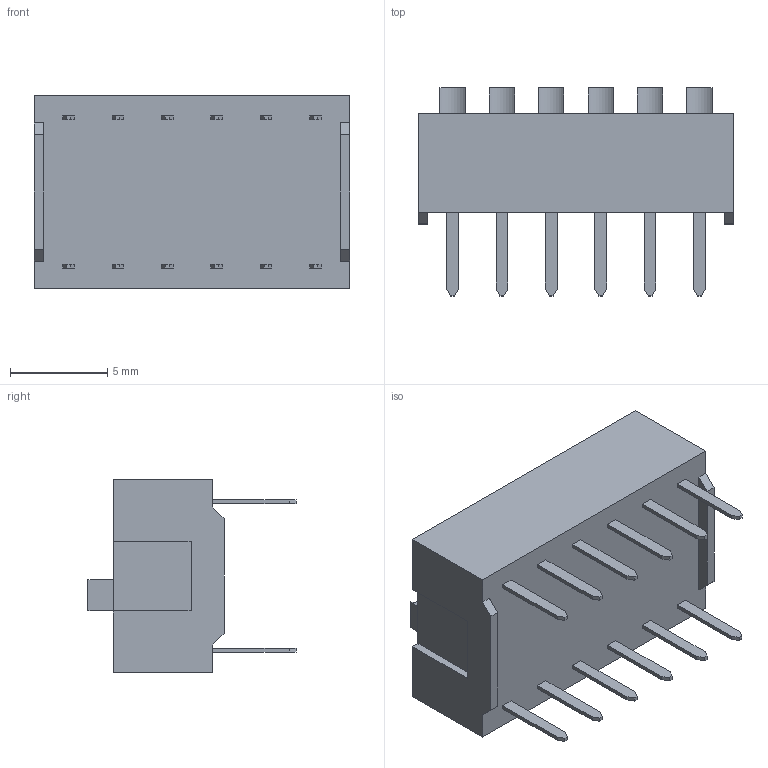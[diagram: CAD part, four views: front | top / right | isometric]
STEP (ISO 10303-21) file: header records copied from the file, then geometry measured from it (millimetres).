
FILE_DESCRIPTION (( 'STEP AP214' ), '1' );
FILE_NAME ('User Library-DIP-Switch.STEP', '2010-11-04T08:32:29', ( 'SysAdmin' ), ( 'SolidWorks' ), 'SwSTEP 2.0', 'SolidWorks 2010', '' );
FILE_SCHEMA (( 'AUTOMOTIVE_DESIGN' ));
Length unit declared in the file: millimetre
Products named in the file (1): User Library-DIP-Switch
Bounding box: 16.24 x 10.7 x 9.9 mm (x, y, z)
Volume: 821.9 mm3; surface area: 786.9 mm2
Topology: 1 solids, 1 shells, 359 faces, 948 edges, 624 vertices
Faces by surface type: plane 240, bspline 101, cylinder 18
Entity records: 21153 total; most frequent: CARTESIAN_POINT 8943, ORIENTED_EDGE 1896, DIRECTION 1300, EDGE_CURVE 948, LINE 710, VECTOR 710, VERTEX_POINT 624, EDGE_LOOP 392
